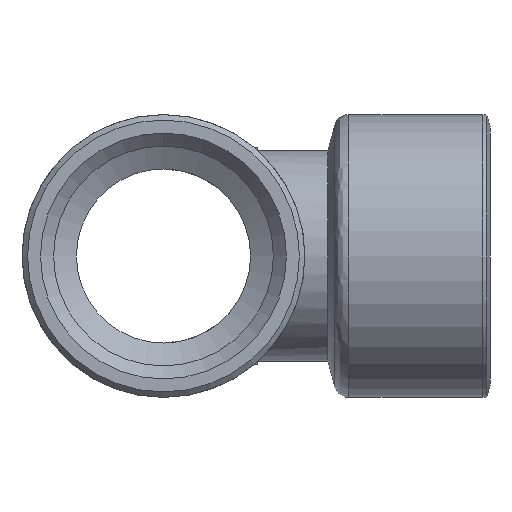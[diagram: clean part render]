
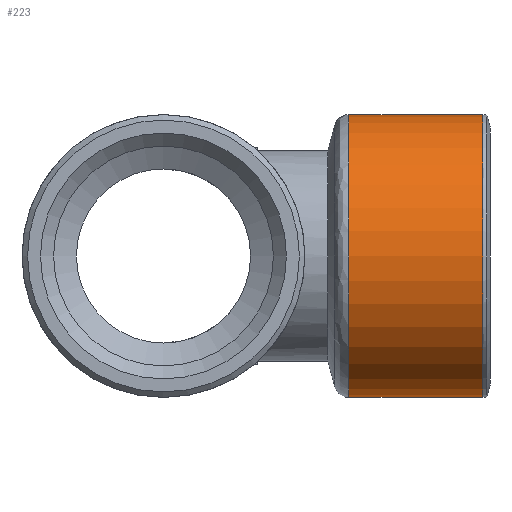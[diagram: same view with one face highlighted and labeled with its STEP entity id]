
A CAD part, left-side view. The second image highlights one B-rep face of the part: STEP entity #223.
In plain terms, the highlighted cylindrical face has radius 19.5 mm (diameter 39 mm), a full revolution.
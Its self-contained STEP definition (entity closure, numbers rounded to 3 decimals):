
#31 = EDGE_CURVE ( 'NONE', #738, #731, #568, .T. ) ;
#88 = AXIS2_PLACEMENT_3D ( 'NONE', #1123, #1124, #1122 ) ;
#93 = AXIS2_PLACEMENT_3D ( 'NONE', #1370, #1377, #1381 ) ;
#105 = EDGE_CURVE ( 'NONE', #500, #719, #498, .T. ) ;
#107 = EDGE_CURVE ( 'NONE', #731, #738, #496, .T. ) ;
#147 = AXIS2_PLACEMENT_3D ( 'NONE', #1552, #1551, #1550 ) ;
#169 = AXIS2_PLACEMENT_3D ( 'NONE', #1448, #1449, #1450 ) ;
#172 = EDGE_CURVE ( 'NONE', #719, #500, #440, .T. ) ;
#181 = AXIS2_PLACEMENT_3D ( 'NONE', #1406, #1444, #1640 ) ;
#223 = ADVANCED_FACE ( 'NONE', ( #407, #406 ), #403, .T. ) ;
#403 = CYLINDRICAL_SURFACE ( 'NONE', #88, 19.5 ) ;
#406 = FACE_OUTER_BOUND ( 'NONE', #651, .T. ) ;
#407 = FACE_OUTER_BOUND ( 'NONE', #656, .T. ) ;
#440 = CIRCLE ( 'NONE', #147, 19.5 ) ;
#496 = CIRCLE ( 'NONE', #169, 19.5 ) ;
#498 = CIRCLE ( 'NONE', #181, 19.5 ) ;
#500 = VERTEX_POINT ( 'NONE', #1031 ) ;
#568 = CIRCLE ( 'NONE', #93, 19.5 ) ;
#651 = EDGE_LOOP ( 'NONE', ( #874, #876 ) ) ;
#656 = EDGE_LOOP ( 'NONE', ( #873, #872 ) ) ;
#719 = VERTEX_POINT ( 'NONE', #1054 ) ;
#731 = VERTEX_POINT ( 'NONE', #1042 ) ;
#738 = VERTEX_POINT ( 'NONE', #1055 ) ;
#872 = ORIENTED_EDGE ( 'NONE', *, *, #172, .F. ) ;
#873 = ORIENTED_EDGE ( 'NONE', *, *, #105, .F. ) ;
#874 = ORIENTED_EDGE ( 'NONE', *, *, #107, .F. ) ;
#876 = ORIENTED_EDGE ( 'NONE', *, *, #31, .F. ) ;
#1031 = CARTESIAN_POINT ( 'NONE',  ( 237.395, -30.923, -5.5 ) ) ;
#1042 = CARTESIAN_POINT ( 'NONE',  ( 237.395, -49.389, -44.5 ) ) ;
#1054 = CARTESIAN_POINT ( 'NONE',  ( 237.395, -30.923, -44.5 ) ) ;
#1055 = CARTESIAN_POINT ( 'NONE',  ( 237.395, -49.389, -5.5 ) ) ;
#1122 = DIRECTION ( 'NONE',  ( 0., 0., 1. ) ) ;
#1123 = CARTESIAN_POINT ( 'NONE',  ( 237.395, -49.389, -25. ) ) ;
#1124 = DIRECTION ( 'NONE',  ( 0., 1., 0. ) ) ;
#1370 = CARTESIAN_POINT ( 'NONE',  ( 237.395, -49.389, -25. ) ) ;
#1377 = DIRECTION ( 'NONE',  ( 0., -1., 0. ) ) ;
#1381 = DIRECTION ( 'NONE',  ( 1., 0., 0. ) ) ;
#1406 = CARTESIAN_POINT ( 'NONE',  ( 237.395, -30.923, -25. ) ) ;
#1444 = DIRECTION ( 'NONE',  ( 0., 1., 0. ) ) ;
#1448 = CARTESIAN_POINT ( 'NONE',  ( 237.395, -49.389, -25. ) ) ;
#1449 = DIRECTION ( 'NONE',  ( 0., -1., 0. ) ) ;
#1450 = DIRECTION ( 'NONE',  ( 1., 0., 0. ) ) ;
#1550 = DIRECTION ( 'NONE',  ( -1., 0., 0. ) ) ;
#1551 = DIRECTION ( 'NONE',  ( 0., 1., 0. ) ) ;
#1552 = CARTESIAN_POINT ( 'NONE',  ( 237.395, -30.923, -25. ) ) ;
#1640 = DIRECTION ( 'NONE',  ( -1., 0., 0. ) ) ;
